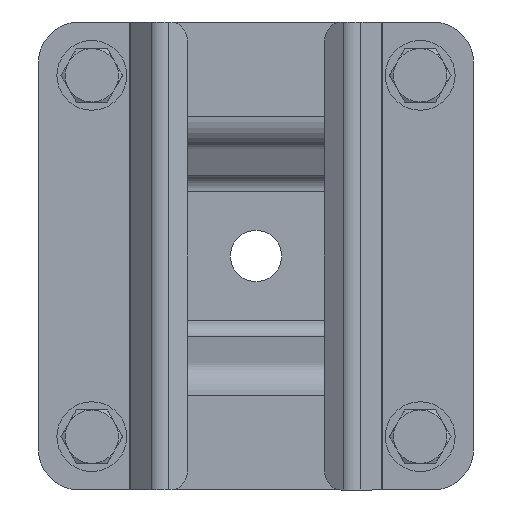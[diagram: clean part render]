
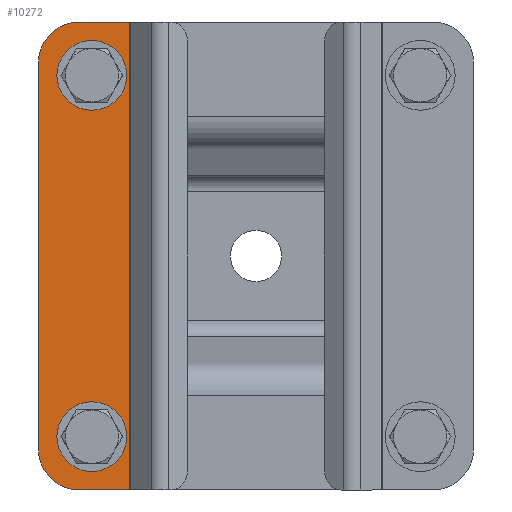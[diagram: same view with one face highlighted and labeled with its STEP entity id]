
A CAD part, front view. The second image highlights one B-rep face of the part: STEP entity #10272.
In plain terms, the highlighted planar face has unit normal (0, -1, 0).
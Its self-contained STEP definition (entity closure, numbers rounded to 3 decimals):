
#502 = VECTOR ( 'NONE', #19448, 1000. ) ;
#706 = EDGE_CURVE ( 'NONE', #21337, #16846, #17188, .T. ) ;
#907 = FACE_OUTER_BOUND ( 'NONE', #15371, .T. ) ;
#1166 = DIRECTION ( 'NONE',  ( 0., 0., 1. ) ) ;
#1266 = DIRECTION ( 'NONE',  ( 0., -1., 0. ) ) ;
#1327 = LINE ( 'NONE', #3658, #502 ) ;
#1370 = ORIENTED_EDGE ( 'NONE', *, *, #17810, .T. ) ;
#1595 = CARTESIAN_POINT ( 'NONE',  ( -44., 0., 13. ) ) ;
#2228 = AXIS2_PLACEMENT_3D ( 'NONE', #4242, #18335, #18419 ) ;
#2352 = ORIENTED_EDGE ( 'NONE', *, *, #14938, .T. ) ;
#2357 = EDGE_LOOP ( 'NONE', ( #2533, #15856 ) ) ;
#2533 = ORIENTED_EDGE ( 'NONE', *, *, #16522, .T. ) ;
#2679 = VERTEX_POINT ( 'NONE', #4935 ) ;
#2829 = CARTESIAN_POINT ( 'NONE',  ( 57., 0., 10. ) ) ;
#3561 = VERTEX_POINT ( 'NONE', #18069 ) ;
#3658 = CARTESIAN_POINT ( 'NONE',  ( 57., 0., 22.196 ) ) ;
#3991 = CARTESIAN_POINT ( 'NONE',  ( 47., 0., 0. ) ) ;
#4242 = CARTESIAN_POINT ( 'NONE',  ( 44., 0., 13. ) ) ;
#4444 = DIRECTION ( 'NONE',  ( 0., -1., 0. ) ) ;
#4712 = DIRECTION ( 'NONE',  ( -1., 0., 0. ) ) ;
#4935 = CARTESIAN_POINT ( 'NONE',  ( -44., 0., 8.5 ) ) ;
#4943 = PLANE ( 'NONE',  #19266 ) ;
#5062 = DIRECTION ( 'NONE',  ( 0., 1., 0. ) ) ;
#5478 = AXIS2_PLACEMENT_3D ( 'NONE', #1595, #5062, #22763 ) ;
#5508 = ORIENTED_EDGE ( 'NONE', *, *, #21489, .T. ) ;
#5630 = FACE_BOUND ( 'NONE', #2357, .T. ) ;
#5645 = EDGE_LOOP ( 'NONE', ( #13690, #6347 ) ) ;
#5738 = EDGE_CURVE ( 'NONE', #21337, #10892, #8807, .T. ) ;
#5746 = LINE ( 'NONE', #14186, #21974 ) ;
#5970 = ORIENTED_EDGE ( 'NONE', *, *, #706, .T. ) ;
#6347 = ORIENTED_EDGE ( 'NONE', *, *, #16884, .T. ) ;
#6613 = DIRECTION ( 'NONE',  ( 0., 0., -1. ) ) ;
#6873 = AXIS2_PLACEMENT_3D ( 'NONE', #7433, #12881, #18266 ) ;
#6876 = CARTESIAN_POINT ( 'NONE',  ( 44., 0., 17.5 ) ) ;
#7109 = AXIS2_PLACEMENT_3D ( 'NONE', #7838, #21881, #11345 ) ;
#7433 = CARTESIAN_POINT ( 'NONE',  ( -44., 0., 13. ) ) ;
#7659 = DIRECTION ( 'NONE',  ( 0., 0., 1. ) ) ;
#7838 = CARTESIAN_POINT ( 'NONE',  ( 44., 0., 13. ) ) ;
#8610 = ORIENTED_EDGE ( 'NONE', *, *, #22073, .F. ) ;
#8645 = DIRECTION ( 'NONE',  ( 0., 0., -1. ) ) ;
#8717 = CIRCLE ( 'NONE', #2228, 4.5 ) ;
#8795 = VECTOR ( 'NONE', #4712, 1000. ) ;
#8807 = LINE ( 'NONE', #19980, #12383 ) ;
#9519 = CARTESIAN_POINT ( 'NONE',  ( -47., 0., 0. ) ) ;
#9926 = VERTEX_POINT ( 'NONE', #18907 ) ;
#10272 = ADVANCED_FACE ( 'NONE', ( #12521, #5630, #907 ), #4943, .T. ) ;
#10892 = VERTEX_POINT ( 'NONE', #15329 ) ;
#11061 = VERTEX_POINT ( 'NONE', #3991 ) ;
#11345 = DIRECTION ( 'NONE',  ( 0., 0., -1. ) ) ;
#11553 = VERTEX_POINT ( 'NONE', #11590 ) ;
#11590 = CARTESIAN_POINT ( 'NONE',  ( 57., 0., 22.196 ) ) ;
#12095 = LINE ( 'NONE', #16728, #8795 ) ;
#12383 = VECTOR ( 'NONE', #1166, 1000. ) ;
#12521 = FACE_BOUND ( 'NONE', #5645, .T. ) ;
#12856 = AXIS2_PLACEMENT_3D ( 'NONE', #13523, #1266, #6613 ) ;
#12881 = DIRECTION ( 'NONE',  ( 0., 1., 0. ) ) ;
#13523 = CARTESIAN_POINT ( 'NONE',  ( 47., 0., 10. ) ) ;
#13690 = ORIENTED_EDGE ( 'NONE', *, *, #18242, .T. ) ;
#14026 = AXIS2_PLACEMENT_3D ( 'NONE', #18383, #4444, #18297 ) ;
#14186 = CARTESIAN_POINT ( 'NONE',  ( 57., 0., 0. ) ) ;
#14263 = CIRCLE ( 'NONE', #5478, 4.5 ) ;
#14938 = EDGE_CURVE ( 'NONE', #19633, #11553, #5746, .T. ) ;
#15329 = CARTESIAN_POINT ( 'NONE',  ( -57., 0., 22.196 ) ) ;
#15371 = EDGE_LOOP ( 'NONE', ( #16199, #5970, #8610, #1370, #2352, #5508 ) ) ;
#15856 = ORIENTED_EDGE ( 'NONE', *, *, #21818, .T. ) ;
#16199 = ORIENTED_EDGE ( 'NONE', *, *, #5738, .F. ) ;
#16522 = EDGE_CURVE ( 'NONE', #3561, #2679, #14263, .T. ) ;
#16728 = CARTESIAN_POINT ( 'NONE',  ( 57., 0., 0. ) ) ;
#16846 = VERTEX_POINT ( 'NONE', #9519 ) ;
#16884 = EDGE_CURVE ( 'NONE', #9926, #20794, #21402, .T. ) ;
#17188 = CIRCLE ( 'NONE', #14026, 10. ) ;
#17267 = CIRCLE ( 'NONE', #12856, 10. ) ;
#17391 = DIRECTION ( 'NONE',  ( 0., -1., 0. ) ) ;
#17810 = EDGE_CURVE ( 'NONE', #11061, #19633, #17267, .T. ) ;
#18069 = CARTESIAN_POINT ( 'NONE',  ( -44., 0., 17.5 ) ) ;
#18242 = EDGE_CURVE ( 'NONE', #20794, #9926, #8717, .T. ) ;
#18266 = DIRECTION ( 'NONE',  ( 0., 0., -1. ) ) ;
#18297 = DIRECTION ( 'NONE',  ( 0., 0., -1. ) ) ;
#18335 = DIRECTION ( 'NONE',  ( 0., 1., 0. ) ) ;
#18383 = CARTESIAN_POINT ( 'NONE',  ( -47., 0., 10. ) ) ;
#18419 = DIRECTION ( 'NONE',  ( 0., 0., -1. ) ) ;
#18720 = CIRCLE ( 'NONE', #6873, 4.5 ) ;
#18907 = CARTESIAN_POINT ( 'NONE',  ( 44., 0., 8.5 ) ) ;
#19106 = CARTESIAN_POINT ( 'NONE',  ( 57., 0., 0. ) ) ;
#19266 = AXIS2_PLACEMENT_3D ( 'NONE', #19106, #17391, #8645 ) ;
#19448 = DIRECTION ( 'NONE',  ( -1., 0., 0. ) ) ;
#19633 = VERTEX_POINT ( 'NONE', #2829 ) ;
#19980 = CARTESIAN_POINT ( 'NONE',  ( -57., 0., 0. ) ) ;
#20456 = CARTESIAN_POINT ( 'NONE',  ( -57., 0., 10. ) ) ;
#20794 = VERTEX_POINT ( 'NONE', #6876 ) ;
#21337 = VERTEX_POINT ( 'NONE', #20456 ) ;
#21402 = CIRCLE ( 'NONE', #7109, 4.5 ) ;
#21489 = EDGE_CURVE ( 'NONE', #11553, #10892, #1327, .T. ) ;
#21818 = EDGE_CURVE ( 'NONE', #2679, #3561, #18720, .T. ) ;
#21881 = DIRECTION ( 'NONE',  ( 0., 1., 0. ) ) ;
#21974 = VECTOR ( 'NONE', #7659, 1000. ) ;
#22073 = EDGE_CURVE ( 'NONE', #11061, #16846, #12095, .T. ) ;
#22763 = DIRECTION ( 'NONE',  ( 0., 0., -1. ) ) ;
